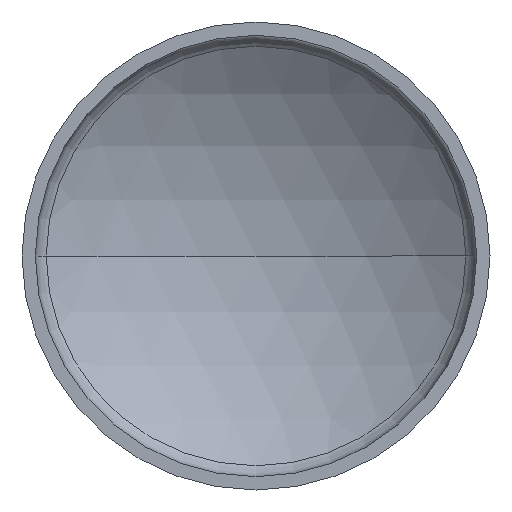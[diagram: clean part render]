
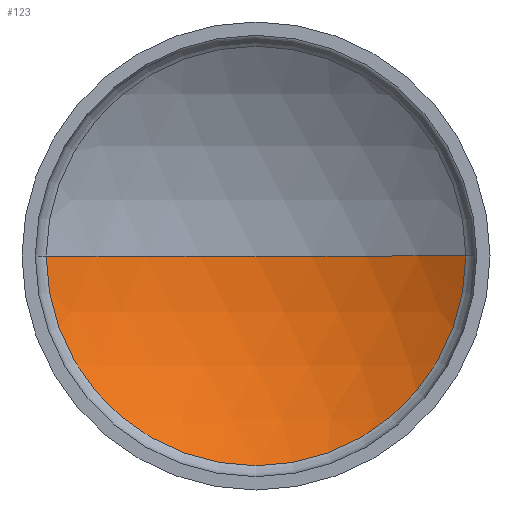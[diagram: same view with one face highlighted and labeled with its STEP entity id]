
A CAD part, front view. The second image highlights one B-rep face of the part: STEP entity #123.
In plain terms, the highlighted spherical face has radius 53 mm.
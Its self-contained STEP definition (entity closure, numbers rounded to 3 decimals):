
#23 = CIRCLE ( 'NONE', #239, 31.367 ) ;
#35 = DIRECTION ( 'NONE',  ( 1., 0., 0. ) ) ;
#42 = AXIS2_PLACEMENT_3D ( 'NONE', #56, #182, #312 ) ;
#43 = CIRCLE ( 'NONE', #363, 53. ) ;
#56 = CARTESIAN_POINT ( 'NONE',  ( 0., -36., 0. ) ) ;
#72 = ORIENTED_EDGE ( 'NONE', *, *, #141, .F. ) ;
#84 = ORIENTED_EDGE ( 'NONE', *, *, #242, .T. ) ;
#95 = DIRECTION ( 'NONE',  ( -1., 0., 0. ) ) ;
#123 = ADVANCED_FACE ( 'NONE', ( #225 ), #409, .F. ) ;
#124 = CARTESIAN_POINT ( 'NONE',  ( 0., 6.721, 0. ) ) ;
#127 = DIRECTION ( 'NONE',  ( 0., 0., 1. ) ) ;
#129 = CARTESIAN_POINT ( 'NONE',  ( -31.367, 6.721, 0. ) ) ;
#135 = CARTESIAN_POINT ( 'NONE',  ( 0., -36., 0. ) ) ;
#141 = EDGE_CURVE ( 'NONE', #407, #234, #384, .T. ) ;
#145 = EDGE_CURVE ( 'NONE', #332, #407, #23, .T. ) ;
#159 = DIRECTION ( 'NONE',  ( -1., 0., 0. ) ) ;
#182 = DIRECTION ( 'NONE',  ( 0., 0., -1. ) ) ;
#189 = DIRECTION ( 'NONE',  ( 0., 1., 0. ) ) ;
#195 = CARTESIAN_POINT ( 'NONE',  ( 31.367, 6.721, 0. ) ) ;
#221 = AXIS2_PLACEMENT_3D ( 'NONE', #380, #127, #95 ) ;
#225 = FACE_OUTER_BOUND ( 'NONE', #334, .T. ) ;
#234 = VERTEX_POINT ( 'NONE', #342 ) ;
#239 = AXIS2_PLACEMENT_3D ( 'NONE', #124, #189, #159 ) ;
#242 = EDGE_CURVE ( 'NONE', #332, #234, #43, .T. ) ;
#312 = DIRECTION ( 'NONE',  ( -1., 0., 0. ) ) ;
#332 = VERTEX_POINT ( 'NONE', #195 ) ;
#334 = EDGE_LOOP ( 'NONE', ( #385, #84, #72 ) ) ;
#342 = CARTESIAN_POINT ( 'NONE',  ( 0., 17., 0. ) ) ;
#351 = DIRECTION ( 'NONE',  ( 0., 0., 1. ) ) ;
#363 = AXIS2_PLACEMENT_3D ( 'NONE', #135, #351, #35 ) ;
#380 = CARTESIAN_POINT ( 'NONE',  ( 0., -36., 0. ) ) ;
#384 = CIRCLE ( 'NONE', #42, 53. ) ;
#385 = ORIENTED_EDGE ( 'NONE', *, *, #145, .F. ) ;
#407 = VERTEX_POINT ( 'NONE', #129 ) ;
#409 = SPHERICAL_SURFACE ( 'NONE', #221, 53. ) ;
